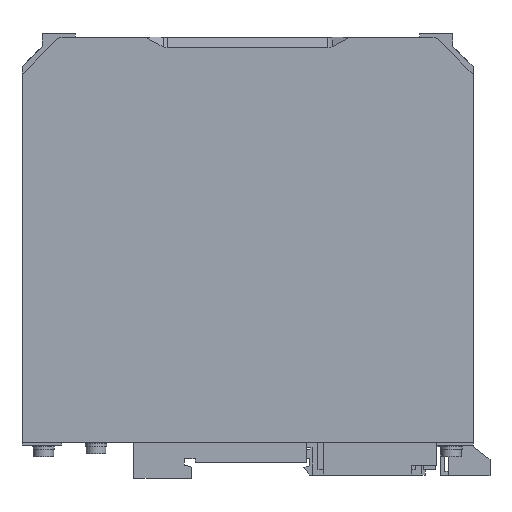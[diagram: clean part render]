
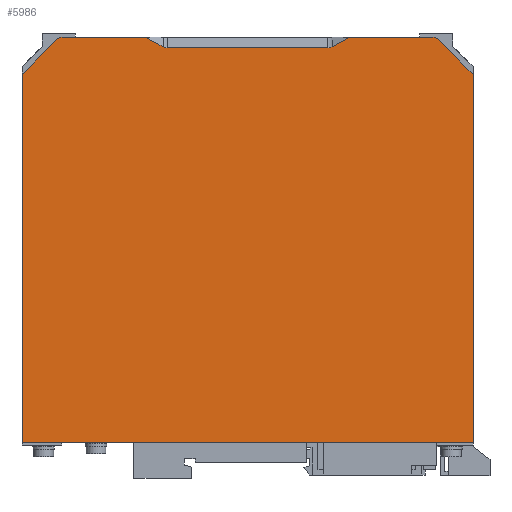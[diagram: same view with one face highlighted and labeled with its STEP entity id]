
A CAD part, left-side view. The second image highlights one B-rep face of the part: STEP entity #5986.
In plain terms, the highlighted planar face has unit normal (-1, 0, 0).
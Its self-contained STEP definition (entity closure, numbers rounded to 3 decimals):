
#1 =( BOUNDED_CURVE ( )  B_SPLINE_CURVE ( 3, ( #20701, #20702, #20703, #20704 ),
 .UNSPECIFIED., .F., .T. ) 
 B_SPLINE_CURVE_WITH_KNOTS ( ( 4, 4 ),
 ( 2.705, 3.142 ),
 .UNSPECIFIED. ) 
 CURVE ( )  GEOMETRIC_REPRESENTATION_ITEM ( )  RATIONAL_B_SPLINE_CURVE ( ( 1., 0.984, 0.984, 1. ) ) 
 REPRESENTATION_ITEM ( '' )  );
#3 =( BOUNDED_CURVE ( )  B_SPLINE_CURVE ( 3, ( #20709, #20710, #20711, #20712 ),
 .UNSPECIFIED., .F., .T. ) 
 B_SPLINE_CURVE_WITH_KNOTS ( ( 4, 4 ),
 ( 0., 0.436 ),
 .UNSPECIFIED. ) 
 CURVE ( )  GEOMETRIC_REPRESENTATION_ITEM ( )  RATIONAL_B_SPLINE_CURVE ( ( 1., 0.984, 0.984, 1. ) ) 
 REPRESENTATION_ITEM ( '' )  );
#2042 = VERTEX_POINT ( 'NONE', #11061 ) ;
#2043 = VERTEX_POINT ( 'NONE', #11062 ) ;
#2060 = VERTEX_POINT ( 'NONE', #11079 ) ;
#2061 = VERTEX_POINT ( 'NONE', #11080 ) ;
#2067 = VERTEX_POINT ( 'NONE', #11086 ) ;
#2068 = VERTEX_POINT ( 'NONE', #11087 ) ;
#2069 = VERTEX_POINT ( 'NONE', #11088 ) ;
#2070 = VERTEX_POINT ( 'NONE', #11089 ) ;
#2071 = VERTEX_POINT ( 'NONE', #11090 ) ;
#2072 = VERTEX_POINT ( 'NONE', #11091 ) ;
#2073 = VERTEX_POINT ( 'NONE', #11092 ) ;
#2074 = VERTEX_POINT ( 'NONE', #11093 ) ;
#2075 = VERTEX_POINT ( 'NONE', #11094 ) ;
#2076 = VERTEX_POINT ( 'NONE', #11095 ) ;
#5986 = ADVANCED_FACE ( 'NONE', ( #14433 ), #16555, .T. ) ;
#7829 = EDGE_LOOP ( 'NONE', ( #8103, #8105, #8104, #8106, #8107, #8108, #8109, #8111, #8110, #8112, #8113, #8114, #8115, #8116 ) ) ;
#8103 = ORIENTED_EDGE ( 'NONE', *, *, #8388, .F. ) ;
#8104 = ORIENTED_EDGE ( 'NONE', *, *, #8389, .T. ) ;
#8105 = ORIENTED_EDGE ( 'NONE', *, *, #8387, .T. ) ;
#8106 = ORIENTED_EDGE ( 'NONE', *, *, #8390, .T. ) ;
#8107 = ORIENTED_EDGE ( 'NONE', *, *, #8391, .T. ) ;
#8108 = ORIENTED_EDGE ( 'NONE', *, *, #8379, .F. ) ;
#8109 = ORIENTED_EDGE ( 'NONE', *, *, #8392, .T. ) ;
#8110 = ORIENTED_EDGE ( 'NONE', *, *, #8394, .F. ) ;
#8111 = ORIENTED_EDGE ( 'NONE', *, *, #8393, .F. ) ;
#8112 = ORIENTED_EDGE ( 'NONE', *, *, #8395, .F. ) ;
#8113 = ORIENTED_EDGE ( 'NONE', *, *, #8396, .F. ) ;
#8114 = ORIENTED_EDGE ( 'NONE', *, *, #8397, .F. ) ;
#8115 = ORIENTED_EDGE ( 'NONE', *, *, #8398, .T. ) ;
#8116 = ORIENTED_EDGE ( 'NONE', *, *, #8361, .F. ) ;
#8361 = EDGE_CURVE ( 'NONE', #2042, #2043, #19173, .T. ) ;
#8379 = EDGE_CURVE ( 'NONE', #2060, #2061, #19189, .T. ) ;
#8387 = EDGE_CURVE ( 'NONE', #2067, #2068, #1, .T. ) ;
#8388 = EDGE_CURVE ( 'NONE', #2067, #2042, #19195, .T. ) ;
#8389 = EDGE_CURVE ( 'NONE', #2068, #2069, #19196, .T. ) ;
#8390 = EDGE_CURVE ( 'NONE', #2069, #2070, #3, .T. ) ;
#8391 = EDGE_CURVE ( 'NONE', #2070, #2061, #19197, .T. ) ;
#8392 = EDGE_CURVE ( 'NONE', #2060, #2071, #18804, .T. ) ;
#8393 = EDGE_CURVE ( 'NONE', #2072, #2071, #19198, .T. ) ;
#8394 = EDGE_CURVE ( 'NONE', #2073, #2072, #19199, .T. ) ;
#8395 = EDGE_CURVE ( 'NONE', #2074, #2073, #19200, .T. ) ;
#8396 = EDGE_CURVE ( 'NONE', #2075, #2074, #19201, .T. ) ;
#8397 = EDGE_CURVE ( 'NONE', #2076, #2075, #19202, .T. ) ;
#8398 = EDGE_CURVE ( 'NONE', #2076, #2043, #18802, .T. ) ;
#11061 = CARTESIAN_POINT ( 'NONE',  ( -20., -28.211, 117.8 ) ) ;
#11062 = CARTESIAN_POINT ( 'NONE',  ( -20., -51.347, 117.8 ) ) ;
#11079 = CARTESIAN_POINT ( 'NONE',  ( -20., 51.347, 117.8 ) ) ;
#11080 = CARTESIAN_POINT ( 'NONE',  ( -20., 28.211, 117.8 ) ) ;
#11086 = CARTESIAN_POINT ( 'NONE',  ( -20., -23.413, 115.216 ) ) ;
#11087 = CARTESIAN_POINT ( 'NONE',  ( -20., -22.229, 114.913 ) ) ;
#11088 = CARTESIAN_POINT ( 'NONE',  ( -20., 22.229, 114.913 ) ) ;
#11089 = CARTESIAN_POINT ( 'NONE',  ( -20., 23.413, 115.216 ) ) ;
#11090 = CARTESIAN_POINT ( 'NONE',  ( -20., 52.974, 117.126 ) ) ;
#11091 = CARTESIAN_POINT ( 'NONE',  ( -20., 62.5, 107.6 ) ) ;
#11092 = CARTESIAN_POINT ( 'NONE',  ( -20., 62.5, 5.6 ) ) ;
#11093 = CARTESIAN_POINT ( 'NONE',  ( -20., -62.5, 5.6 ) ) ;
#11094 = CARTESIAN_POINT ( 'NONE',  ( -20., -62.5, 107.6 ) ) ;
#11095 = CARTESIAN_POINT ( 'NONE',  ( -20., -52.974, 117.126 ) ) ;
#14433 = FACE_OUTER_BOUND ( 'NONE', #7829, .T. ) ;
#15819 = AXIS2_PLACEMENT_3D ( 'NONE', #16556, #16557, #16558 ) ;
#16555 = PLANE ( 'NONE',  #15819 ) ;
#16556 = CARTESIAN_POINT ( 'NONE',  ( -20., -62.5, 117.8 ) ) ;
#16557 = DIRECTION ( 'NONE',  ( -1., 0., 0. ) ) ;
#16558 = DIRECTION ( 'NONE',  ( 0., 0., 1. ) ) ;
#18776 = VECTOR ( 'NONE', #20643, 1000. ) ;
#18793 = VECTOR ( 'NONE', #20683, 1000. ) ;
#18801 = VECTOR ( 'NONE', #20706, 1000. ) ;
#18802 = CIRCLE ( 'NONE', #18813, 2.3 ) ;
#18803 = VECTOR ( 'NONE', #20708, 1000. ) ;
#18804 = CIRCLE ( 'NONE', #18807, 2.3 ) ;
#18806 = VECTOR ( 'NONE', #20714, 1000. ) ;
#18807 = AXIS2_PLACEMENT_3D ( 'NONE', #20715, #20716, #20717 ) ;
#18808 = VECTOR ( 'NONE', #20719, 1000. ) ;
#18809 = VECTOR ( 'NONE', #20721, 1000. ) ;
#18810 = VECTOR ( 'NONE', #20723, 1000. ) ;
#18811 = VECTOR ( 'NONE', #20725, 1000. ) ;
#18812 = VECTOR ( 'NONE', #20727, 1000. ) ;
#18813 = AXIS2_PLACEMENT_3D ( 'NONE', #20728, #20729, #20730 ) ;
#19173 = LINE ( 'NONE', #20642, #18776 ) ;
#19189 = LINE ( 'NONE', #20682, #18793 ) ;
#19195 = LINE ( 'NONE', #20705, #18801 ) ;
#19196 = LINE ( 'NONE', #20707, #18803 ) ;
#19197 = LINE ( 'NONE', #20713, #18806 ) ;
#19198 = LINE ( 'NONE', #20718, #18808 ) ;
#19199 = LINE ( 'NONE', #20720, #18809 ) ;
#19200 = LINE ( 'NONE', #20722, #18810 ) ;
#19201 = LINE ( 'NONE', #20724, #18811 ) ;
#19202 = LINE ( 'NONE', #20726, #18812 ) ;
#20642 = CARTESIAN_POINT ( 'NONE',  ( -20., 62.5, 117.8 ) ) ;
#20643 = DIRECTION ( 'NONE',  ( 0., -1., 0. ) ) ;
#20682 = CARTESIAN_POINT ( 'NONE',  ( -20., 62.5, 117.8 ) ) ;
#20683 = DIRECTION ( 'NONE',  ( 0., -1., 0. ) ) ;
#20701 = CARTESIAN_POINT ( 'NONE',  ( -20., -23.413, 115.216 ) ) ;
#20702 = CARTESIAN_POINT ( 'NONE',  ( -20., -23.041, 115.016 ) ) ;
#20703 = CARTESIAN_POINT ( 'NONE',  ( -20., -22.64, 114.913 ) ) ;
#20704 = CARTESIAN_POINT ( 'NONE',  ( -20., -22.229, 114.913 ) ) ;
#20705 = CARTESIAN_POINT ( 'NONE',  ( -20., -54.793, 132.113 ) ) ;
#20706 = DIRECTION ( 'NONE',  ( 0., -0.88, 0.474 ) ) ;
#20707 = CARTESIAN_POINT ( 'NONE',  ( -20., -22.85, 114.913 ) ) ;
#20708 = DIRECTION ( 'NONE',  ( 0., 1., 0. ) ) ;
#20709 = CARTESIAN_POINT ( 'NONE',  ( -20., 22.229, 114.913 ) ) ;
#20710 = CARTESIAN_POINT ( 'NONE',  ( -20., 22.64, 114.913 ) ) ;
#20711 = CARTESIAN_POINT ( 'NONE',  ( -20., 23.041, 115.016 ) ) ;
#20712 = CARTESIAN_POINT ( 'NONE',  ( -20., 23.413, 115.216 ) ) ;
#20713 = CARTESIAN_POINT ( 'NONE',  ( -20., -42.112, 79.935 ) ) ;
#20714 = DIRECTION ( 'NONE',  ( 0., 0.88, 0.474 ) ) ;
#20715 = CARTESIAN_POINT ( 'NONE',  ( -20., 51.347, 115.5 ) ) ;
#20716 = DIRECTION ( 'NONE',  ( -1., 0., 0. ) ) ;
#20717 = DIRECTION ( 'NONE',  ( 0., 0., 1. ) ) ;
#20718 = CARTESIAN_POINT ( 'NONE',  ( -20., -5.1, 175.2 ) ) ;
#20719 = DIRECTION ( 'NONE',  ( 0., -0.707, 0.707 ) ) ;
#20720 = CARTESIAN_POINT ( 'NONE',  ( -20., 62.5, 5.6 ) ) ;
#20721 = DIRECTION ( 'NONE',  ( 0., 0., 1. ) ) ;
#20722 = CARTESIAN_POINT ( 'NONE',  ( -20., 62.5, 5.6 ) ) ;
#20723 = DIRECTION ( 'NONE',  ( 0., 1., 0. ) ) ;
#20724 = CARTESIAN_POINT ( 'NONE',  ( -20., -62.5, 5.6 ) ) ;
#20725 = DIRECTION ( 'NONE',  ( 0., 0., -1. ) ) ;
#20726 = CARTESIAN_POINT ( 'NONE',  ( -20., -57.4, 112.7 ) ) ;
#20727 = DIRECTION ( 'NONE',  ( 0., -0.707, -0.707 ) ) ;
#20728 = CARTESIAN_POINT ( 'NONE',  ( -20., -51.347, 115.5 ) ) ;
#20729 = DIRECTION ( 'NONE',  ( -1., 0., 0. ) ) ;
#20730 = DIRECTION ( 'NONE',  ( 0., 0., 1. ) ) ;
